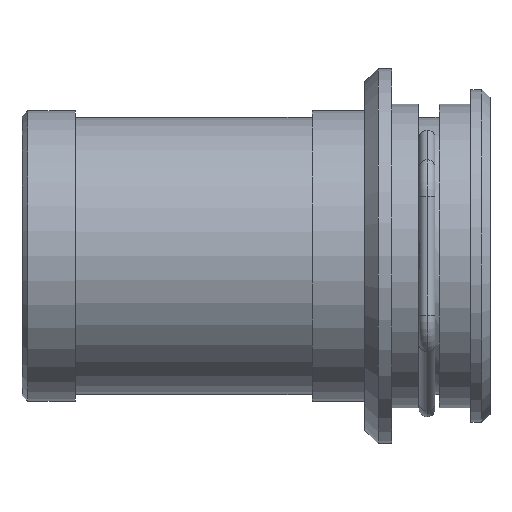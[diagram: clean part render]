
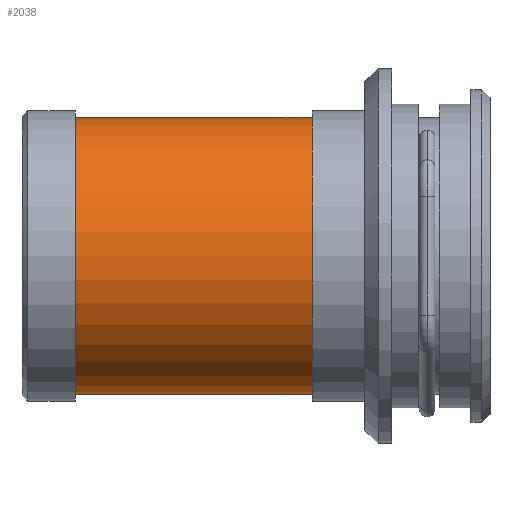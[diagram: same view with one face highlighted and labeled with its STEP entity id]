
A CAD part, top view. The second image highlights one B-rep face of the part: STEP entity #2038.
In plain terms, the highlighted cylindrical face has radius 5.254 mm (diameter 10.508 mm), a partial arc.
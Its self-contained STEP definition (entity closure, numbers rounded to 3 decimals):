
#1066=CARTESIAN_POINT('',(-10.996,0.,0.));
#1067=DIRECTION('',(1.,0.,0.));
#1068=DIRECTION('',(0.,1.,0.));
#1069=AXIS2_PLACEMENT_3D('',#1066,#1067,#1068);
#1071=DIRECTION('',(-1.,0.,0.));
#1072=VECTOR('',#1071,8.972);
#1073=CARTESIAN_POINT('',(-2.024,5.254,0.));
#1074=LINE('',#1073,#1072);
#1075=DIRECTION('',(-1.,0.,0.));
#1076=VECTOR('',#1075,8.972);
#1077=CARTESIAN_POINT('',(-2.024,-5.254,0.));
#1078=LINE('',#1077,#1076);
#1084=CARTESIAN_POINT('',(-2.024,0.,0.));
#1085=DIRECTION('',(1.,0.,0.));
#1086=DIRECTION('',(0.,1.,0.));
#1087=AXIS2_PLACEMENT_3D('',#1084,#1085,#1086);
#1355=CARTESIAN_POINT('',(-2.024,5.254,0.));
#1356=CARTESIAN_POINT('',(-10.996,5.254,0.));
#1357=VERTEX_POINT('',#1355);
#1358=VERTEX_POINT('',#1356);
#1375=CARTESIAN_POINT('',(-2.024,-5.254,0.));
#1376=CARTESIAN_POINT('',(-10.996,-5.254,0.));
#1377=VERTEX_POINT('',#1375);
#1378=VERTEX_POINT('',#1376);
#2026=CARTESIAN_POINT('',(-13.885,0.,0.));
#2027=DIRECTION('',(1.,0.,0.));
#2028=DIRECTION('',(0.,-1.,0.));
#2029=AXIS2_PLACEMENT_3D('',#2026,#2027,#2028);
#2030=CYLINDRICAL_SURFACE('',#2029,5.254);
#2031=ORIENTED_EDGE('',*,*,#2016,.F.);
#2033=ORIENTED_EDGE('',*,*,#2032,.T.);
#2034=ORIENTED_EDGE('',*,*,#2019,.T.);
#2035=ORIENTED_EDGE('',*,*,#2006,.F.);
#2036=EDGE_LOOP('',(#2031,#2033,#2034,#2035));
#2037=FACE_OUTER_BOUND('',#2036,.F.);
#2038=ADVANCED_FACE('',(#2037),#2030,.T.);
#1070=CIRCLE('',#1069,5.254);
#1088=CIRCLE('',#1087,5.254);
#2006=EDGE_CURVE('',#1358,#1378,#1070,.T.);
#2016=EDGE_CURVE('',#1357,#1358,#1074,.T.);
#2019=EDGE_CURVE('',#1377,#1378,#1078,.T.);
#2032=EDGE_CURVE('',#1357,#1377,#1088,.T.);
